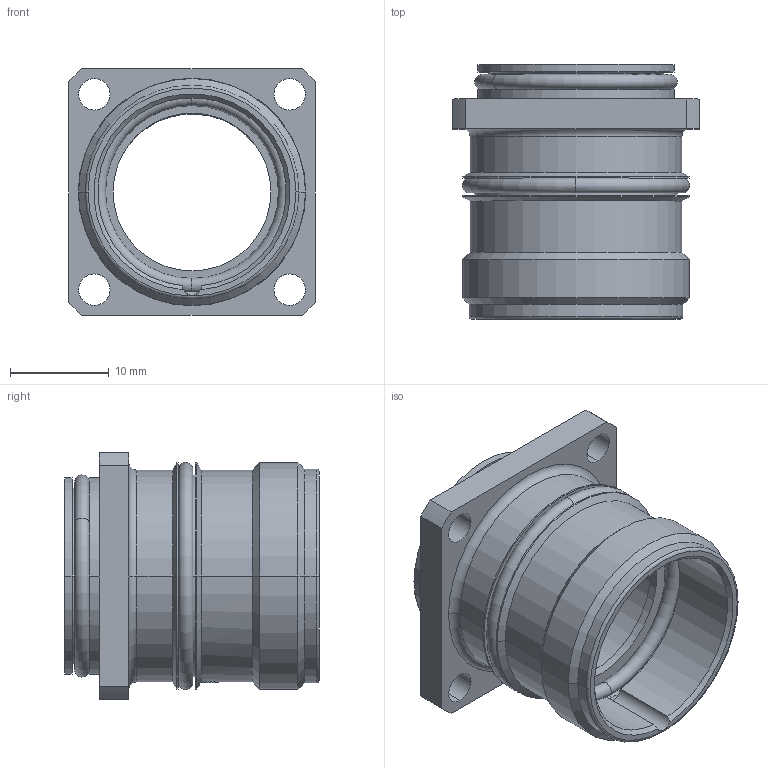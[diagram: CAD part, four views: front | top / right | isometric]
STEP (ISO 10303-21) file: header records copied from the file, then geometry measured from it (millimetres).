
FILE_DESCRIPTION((''),'2;1');
FILE_NAME('11-1','2017-08-05T',('ch.chen'),(''),'PRO/ENGINEER BY PARAMETRIC TECHNOLOGY CORPORATION, 2012480','PRO/ENGINEER BY PARAMETRIC TECHNOLOGY CORPORATION, 2012480','');
FILE_SCHEMA(('AUTOMOTIVE_DESIGN { 1 0 10303 214 1 1 1 1 }'));
Length unit declared in the file: millimetre
Products named in the file (1): 11-1
Bounding box: 25 x 25.8 x 25 mm (x, y, z)
Volume: 3695.4 mm3; surface area: 5382.8 mm2
Topology: 1 solids, 1 shells, 128 faces, 299 edges, 183 vertices
Faces by surface type: cylinder 62, plane 29, cone 23, torus 14
Entity records: 4004 total; most frequent: CARTESIAN_POINT 906, DIRECTION 693, ORIENTED_EDGE 598, EDGE_CURVE 299, AXIS2_PLACEMENT_3D 293, VERTEX_POINT 183, CIRCLE 165, EDGE_LOOP 148
